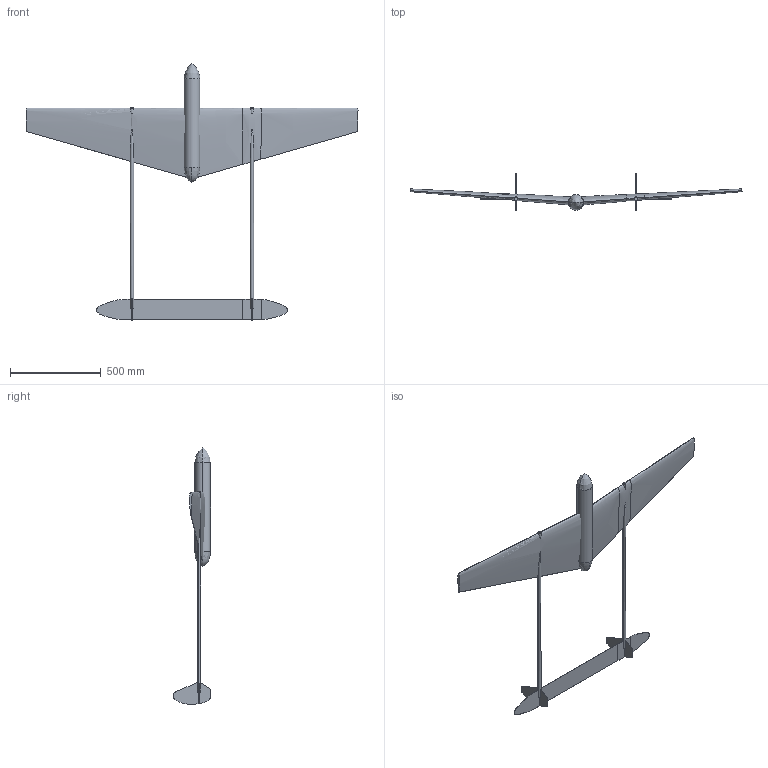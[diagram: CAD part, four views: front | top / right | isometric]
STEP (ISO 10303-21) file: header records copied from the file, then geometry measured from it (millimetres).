
FILE_DESCRIPTION (( 'STEP AP203' ), '1' );
FILE_NAME ('peleneditcfd.STEP', '2023-08-25T13:38:09', ( '' ), ( '' ), 'SwSTEP 2.0', 'SolidWorks 2022', '' );
FILE_SCHEMA (( 'CONFIG_CONTROL_DESIGN' ));
Length unit declared in the file: millimetre
Products named in the file (1): peleneditcfd
Bounding box: 1825.04 x 204.72 x 1412.2 mm (x, y, z)
Volume: 15007014.7 mm3; surface area: 1553766.7 mm2
Topology: 5 solids, 5 shells, 120 faces, 315 edges, 201 vertices
Faces by surface type: plane 73, cylinder 27, bspline 18, torus 2
Entity records: 6888 total; most frequent: CARTESIAN_POINT 4033, ORIENTED_EDGE 622, DIRECTION 513, EDGE_CURVE 311, VERTEX_POINT 201, AXIS2_PLACEMENT_3D 177, VECTOR 159, LINE 159
